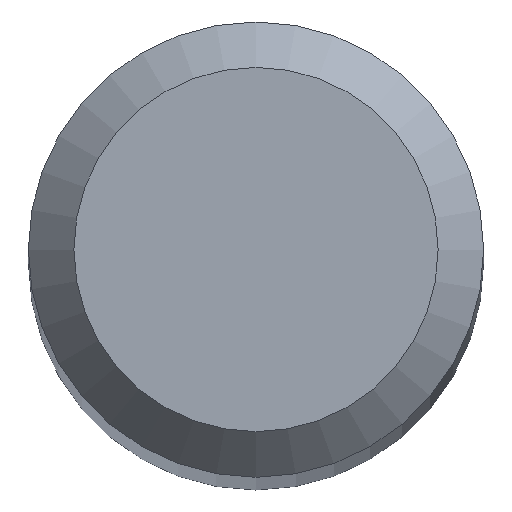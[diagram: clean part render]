
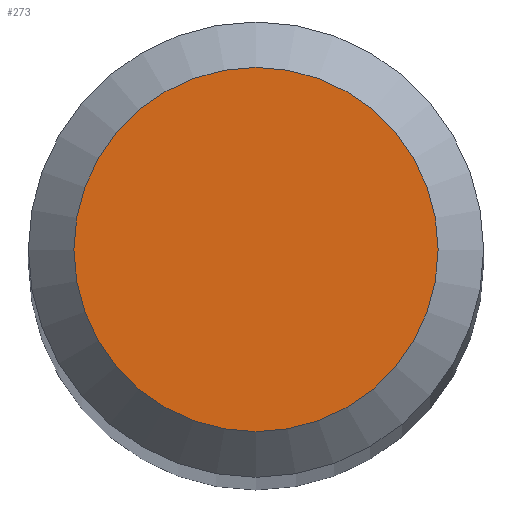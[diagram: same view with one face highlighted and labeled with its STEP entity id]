
A CAD part, top view. The second image highlights one B-rep face of the part: STEP entity #273.
In plain terms, the highlighted planar face has unit normal (0, 0, 1).
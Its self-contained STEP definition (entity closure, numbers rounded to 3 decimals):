
#14 = ORIENTED_EDGE ( 'NONE', *, *, #126, .F. ) ;
#47 = EDGE_LOOP ( 'NONE', ( #14 ) ) ;
#77 = CARTESIAN_POINT ( 'NONE',  ( 0., 0.6, 30. ) ) ;
#97 = CARTESIAN_POINT ( 'NONE',  ( 0., 0., 30. ) ) ;
#101 = PLANE ( 'NONE',  #219 ) ;
#103 = CIRCLE ( 'NONE', #111, 0.6 ) ;
#111 = AXIS2_PLACEMENT_3D ( 'NONE', #211, #115, #213 ) ;
#115 = DIRECTION ( 'NONE',  ( 0., 0., -1. ) ) ;
#126 = EDGE_CURVE ( 'NONE', #214, #214, #103, .T. ) ;
#196 = DIRECTION ( 'NONE',  ( 0., 1., 0. ) ) ;
#211 = CARTESIAN_POINT ( 'NONE',  ( 0., 0., 30. ) ) ;
#213 = DIRECTION ( 'NONE',  ( 0., 1., 0. ) ) ;
#214 = VERTEX_POINT ( 'NONE', #77 ) ;
#219 = AXIS2_PLACEMENT_3D ( 'NONE', #97, #261, #196 ) ;
#261 = DIRECTION ( 'NONE',  ( 0., 0., -1. ) ) ;
#273 = ADVANCED_FACE ( 'NONE', ( #288 ), #101, .F. ) ;
#288 = FACE_OUTER_BOUND ( 'NONE', #47, .T. ) ;
